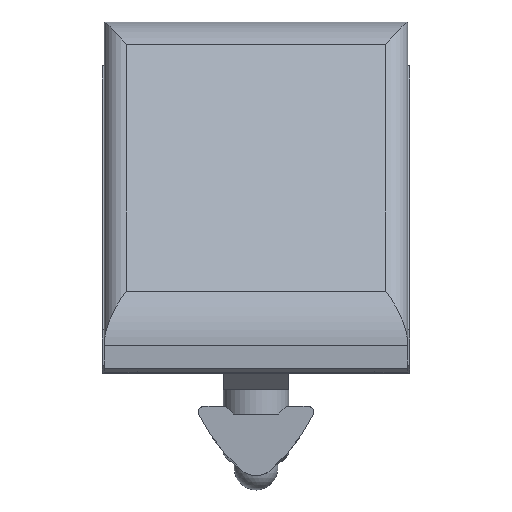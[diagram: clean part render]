
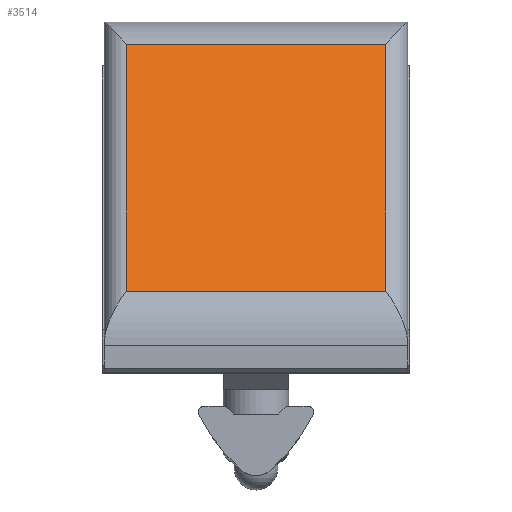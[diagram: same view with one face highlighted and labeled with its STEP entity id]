
A CAD part, top view. The second image highlights one B-rep face of the part: STEP entity #3514.
In plain terms, the highlighted face is planar.
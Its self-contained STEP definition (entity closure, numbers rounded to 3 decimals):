
#723=ORIENTED_EDGE('',*,*,#1427,.F.);
#724=ORIENTED_EDGE('',*,*,#1428,.F.);
#725=ORIENTED_EDGE('',*,*,#1429,.T.);
#726=ORIENTED_EDGE('',*,*,#1430,.T.);
#1427=EDGE_CURVE('',#1827,#1828,#2238,.T.);
#1428=EDGE_CURVE('',#1829,#1827,#2239,.T.);
#1429=EDGE_CURVE('',#1829,#1830,#2240,.T.);
#1430=EDGE_CURVE('',#1830,#1828,#2241,.T.);
#1827=VERTEX_POINT('',#5406);
#1828=VERTEX_POINT('',#5407);
#1829=VERTEX_POINT('',#5409);
#1830=VERTEX_POINT('',#5411);
#2238=LINE('',#5405,#2668);
#2239=LINE('',#5408,#2669);
#2240=LINE('',#5410,#2670);
#2241=LINE('',#5412,#2671);
#2668=VECTOR('',#4417,1000.);
#2669=VECTOR('',#4418,1000.);
#2670=VECTOR('',#4419,1000.);
#2671=VECTOR('',#4420,1000.);
#2948=EDGE_LOOP('',(#723,#724,#725,#726));
#3158=FACE_BOUND('',#2948,.T.);
#3347=PLANE('',#3771);
#3514=ADVANCED_FACE('',(#3158),#3347,.F.);
#3771=AXIS2_PLACEMENT_3D('',#5404,#4415,#4416);
#4415=DIRECTION('',(0.,1.,0.));
#4416=DIRECTION('',(0.,0.,1.));
#4417=DIRECTION('',(-1.,0.,0.));
#4418=DIRECTION('',(0.,0.,-1.));
#4419=DIRECTION('',(-1.,0.,0.));
#4420=DIRECTION('',(0.,0.,-1.));
#5404=CARTESIAN_POINT('',(13.8,-4.,15.901));
#5405=CARTESIAN_POINT('',(13.8,-4.,-15.901));
#5406=CARTESIAN_POINT('',(11.8,-4.,-15.901));
#5407=CARTESIAN_POINT('',(-11.8,-4.,-15.901));
#5408=CARTESIAN_POINT('',(11.8,-4.,23.));
#5409=CARTESIAN_POINT('',(11.8,-4.,15.901));
#5410=CARTESIAN_POINT('',(13.8,-4.,15.901));
#5411=CARTESIAN_POINT('',(-11.8,-4.,15.901));
#5412=CARTESIAN_POINT('',(-11.8,-4.,23.));
